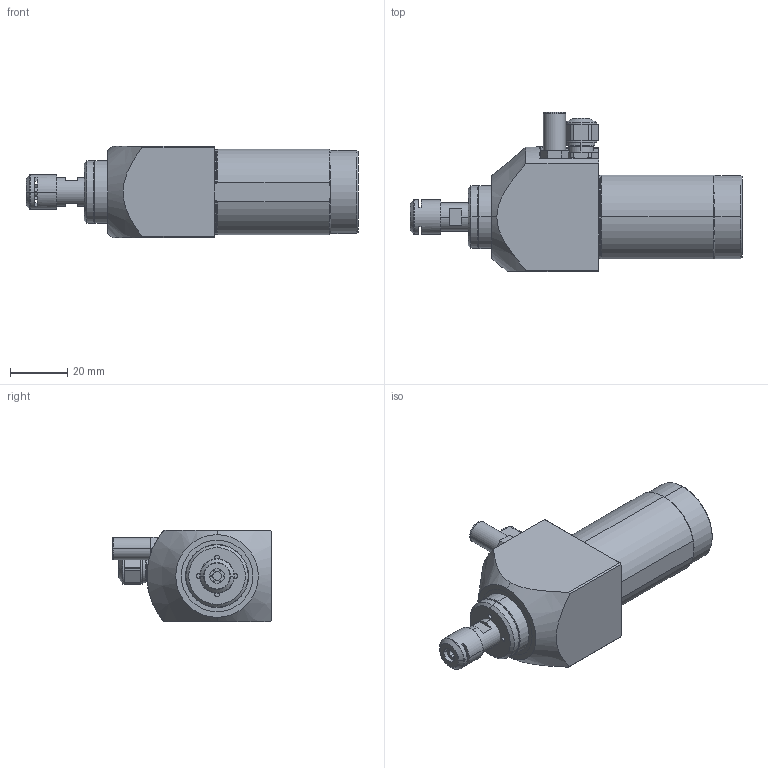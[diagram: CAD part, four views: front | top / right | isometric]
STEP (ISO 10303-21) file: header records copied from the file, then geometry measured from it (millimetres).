
FILE_DESCRIPTION (( 'STEP AP203' ), '1' );
FILE_NAME ('025S100PS-89-.STEP', '2012-04-25T13:34:12', ( 'FM10CAD1' ), ( 'IBAG Switzerland AG' ), 'SwSTEP 2.0', 'SolidWorks 2010', '' );
FILE_SCHEMA (( 'CONFIG_CONTROL_DESIGN' ));
Length unit declared in the file: millimetre
Products named in the file (1): 025S100PS-89-
Bounding box: 115.98 x 55.5 x 32 mm (x, y, z)
Surface area: 17868.2 mm2 (no closed solid volume)
Topology: 0 solids, 16 shells, 259 faces, 771 edges, 517 vertices
Faces by surface type: plane 114, cylinder 83, cone 39, torus 22, bspline 1
Entity records: 9033 total; most frequent: CARTESIAN_POINT 1938, DIRECTION 1574, ORIENTED_EDGE 1301, EDGE_CURVE 765, AXIS2_PLACEMENT_3D 606, VERTEX_POINT 517, VECTOR 362, LINE 362
